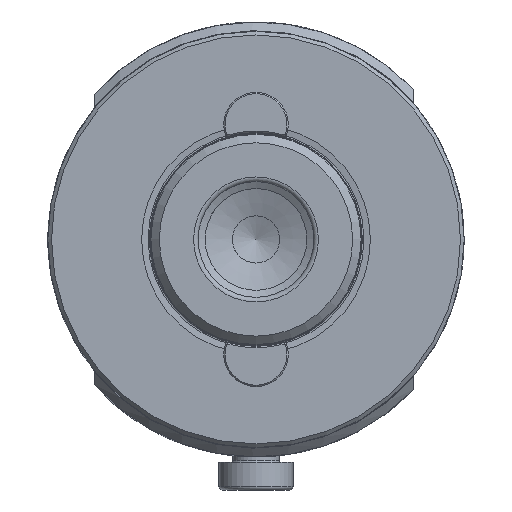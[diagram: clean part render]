
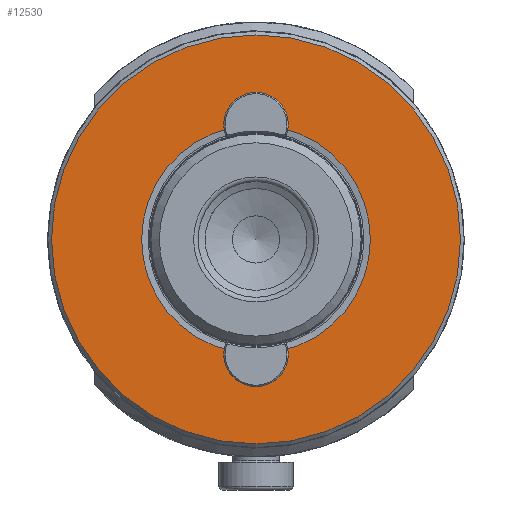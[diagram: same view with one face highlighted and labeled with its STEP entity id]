
A CAD part, left-side view. The second image highlights one B-rep face of the part: STEP entity #12530.
In plain terms, the highlighted planar face has unit normal (-1, 0, 0).
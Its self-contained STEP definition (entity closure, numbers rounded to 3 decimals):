
#319 = VERTEX_POINT ( 'NONE', #15467 ) ;
#529 = AXIS2_PLACEMENT_3D ( 'NONE', #17717, #21706, #5239 ) ;
#832 = CARTESIAN_POINT ( 'NONE',  ( -126., 0., 0. ) ) ;
#1467 = CARTESIAN_POINT ( 'NONE',  ( -126., 1.135, 24.689 ) ) ;
#1629 = EDGE_CURVE ( 'NONE', #16514, #16514, #25825, .T. ) ;
#2879 = FACE_OUTER_BOUND ( 'NONE', #23999, .T. ) ;
#3880 = DIRECTION ( 'NONE',  ( 0., 0., 1. ) ) ;
#4275 = EDGE_CURVE ( 'NONE', #24343, #11519, #23696, .T. ) ;
#5239 = DIRECTION ( 'NONE',  ( 0., -1., 0. ) ) ;
#6155 = CIRCLE ( 'NONE', #24522, 24.715 ) ;
#6785 = AXIS2_PLACEMENT_3D ( 'NONE', #832, #24964, #25041 ) ;
#7661 = CIRCLE ( 'NONE', #6785, 24.715 ) ;
#7956 = DIRECTION ( 'NONE',  ( -1., 0., 0. ) ) ;
#8397 = PLANE ( 'NONE',  #21475 ) ;
#8808 = EDGE_CURVE ( 'NONE', #319, #16461, #15096, .T. ) ;
#8905 = ORIENTED_EDGE ( 'NONE', *, *, #1629, .T. ) ;
#9154 = CARTESIAN_POINT ( 'NONE',  ( -126., 0., 0. ) ) ;
#11088 = ORIENTED_EDGE ( 'NONE', *, *, #18316, .F. ) ;
#11519 = VERTEX_POINT ( 'NONE', #1467 ) ;
#11854 = EDGE_CURVE ( 'NONE', #11519, #319, #6155, .T. ) ;
#12530 = ADVANCED_FACE ( 'NONE', ( #2879, #15615 ), #8397, .F. ) ;
#12931 = CARTESIAN_POINT ( 'NONE',  ( -126., -1.135, 24.689 ) ) ;
#13292 = ORIENTED_EDGE ( 'NONE', *, *, #11854, .F. ) ;
#13582 = ORIENTED_EDGE ( 'NONE', *, *, #4275, .F. ) ;
#13697 = EDGE_LOOP ( 'NONE', ( #13582, #11088, #18924, #13292 ) ) ;
#13987 = CARTESIAN_POINT ( 'NONE',  ( -126., 0., 28. ) ) ;
#15096 = CIRCLE ( 'NONE', #20998, 3.5 ) ;
#15467 = CARTESIAN_POINT ( 'NONE',  ( -126., 1.135, -24.689 ) ) ;
#15490 = CARTESIAN_POINT ( 'NONE',  ( -126., -44.2, 0. ) ) ;
#15615 = FACE_BOUND ( 'NONE', #13697, .T. ) ;
#15889 = CARTESIAN_POINT ( 'NONE',  ( -126., 0., -28. ) ) ;
#16461 = VERTEX_POINT ( 'NONE', #21499 ) ;
#16514 = VERTEX_POINT ( 'NONE', #15490 ) ;
#16597 = DIRECTION ( 'NONE',  ( 1., 0., 0. ) ) ;
#17717 = CARTESIAN_POINT ( 'NONE',  ( -126., 0., 0. ) ) ;
#17767 = DIRECTION ( 'NONE',  ( 0., 0., 1. ) ) ;
#18316 = EDGE_CURVE ( 'NONE', #16461, #24343, #7661, .T. ) ;
#18558 = CARTESIAN_POINT ( 'NONE',  ( -126., -24.715, 0. ) ) ;
#18924 = ORIENTED_EDGE ( 'NONE', *, *, #8808, .F. ) ;
#20232 = AXIS2_PLACEMENT_3D ( 'NONE', #13987, #7956, #17767 ) ;
#20998 = AXIS2_PLACEMENT_3D ( 'NONE', #15889, #24008, #3880 ) ;
#21284 = DIRECTION ( 'NONE',  ( -1., 0., 0. ) ) ;
#21475 = AXIS2_PLACEMENT_3D ( 'NONE', #18558, #16597, #24704 ) ;
#21499 = CARTESIAN_POINT ( 'NONE',  ( -126., -1.135, -24.689 ) ) ;
#21706 = DIRECTION ( 'NONE',  ( -1., 0., 0. ) ) ;
#23696 = CIRCLE ( 'NONE', #20232, 3.5 ) ;
#23999 = EDGE_LOOP ( 'NONE', ( #8905 ) ) ;
#24008 = DIRECTION ( 'NONE',  ( -1., 0., 0. ) ) ;
#24343 = VERTEX_POINT ( 'NONE', #12931 ) ;
#24522 = AXIS2_PLACEMENT_3D ( 'NONE', #9154, #21284, #25297 ) ;
#24704 = DIRECTION ( 'NONE',  ( 0., 1., 0. ) ) ;
#24964 = DIRECTION ( 'NONE',  ( -1., 0., 0. ) ) ;
#25041 = DIRECTION ( 'NONE',  ( 0., -1., 0. ) ) ;
#25297 = DIRECTION ( 'NONE',  ( 0., -1., 0. ) ) ;
#25825 = CIRCLE ( 'NONE', #529, 44.2 ) ;
